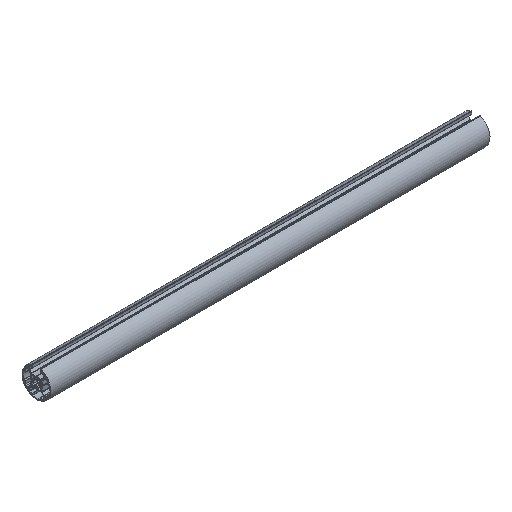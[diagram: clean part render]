
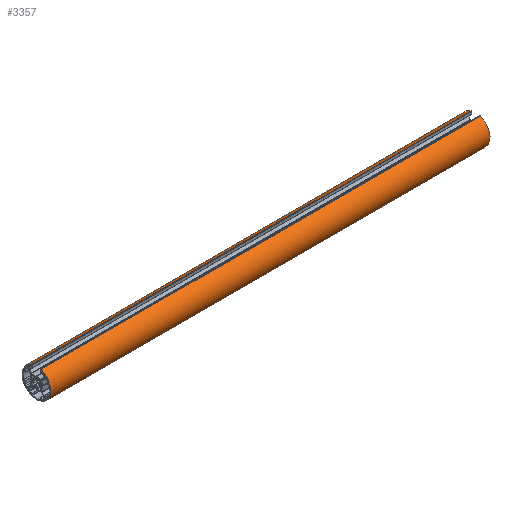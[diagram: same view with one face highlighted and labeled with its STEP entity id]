
A CAD part, isometric view. The second image highlights one B-rep face of the part: STEP entity #3357.
In plain terms, the highlighted cylindrical face has radius 20 mm (diameter 40 mm), a partial arc.
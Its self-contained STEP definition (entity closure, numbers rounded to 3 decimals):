
#98=CYLINDRICAL_SURFACE('',#3704,20.);
#262=FACE_OUTER_BOUND('',#436,.T.);
#436=EDGE_LOOP('',(#2871,#2872,#2873,#2874));
#746=LINE('',#5687,#1064);
#747=LINE('',#5691,#1065);
#1064=VECTOR('',#4663,1.);
#1065=VECTOR('',#4668,1.);
#1113=CIRCLE('',#3397,20.);
#1276=CIRCLE('',#3705,20.);
#1287=VERTEX_POINT('',#4774);
#1313=VERTEX_POINT('',#4825);
#1599=VERTEX_POINT('',#5685);
#1600=VERTEX_POINT('',#5689);
#1649=EDGE_CURVE('',#1313,#1287,#1113,.T.);
#2079=EDGE_CURVE('',#1599,#1287,#746,.T.);
#2080=EDGE_CURVE('',#1600,#1599,#1276,.T.);
#2081=EDGE_CURVE('',#1600,#1313,#747,.T.);
#2871=ORIENTED_EDGE('',*,*,#2080,.T.);
#2872=ORIENTED_EDGE('',*,*,#2079,.T.);
#2873=ORIENTED_EDGE('',*,*,#1649,.F.);
#2874=ORIENTED_EDGE('',*,*,#2081,.F.);
#3357=ADVANCED_FACE('',(#262),#98,.T.);
#3397=AXIS2_PLACEMENT_3D('',#4827,#3782,#3783);
#3704=AXIS2_PLACEMENT_3D('',#5688,#4664,#4665);
#3705=AXIS2_PLACEMENT_3D('',#5690,#4666,#4667);
#3782=DIRECTION('center_axis',(1.,0.,0.));
#3783=DIRECTION('ref_axis',(0.,-0.315,0.949));
#4663=DIRECTION('',(1.,0.,0.));
#4664=DIRECTION('center_axis',(1.,0.,0.));
#4665=DIRECTION('ref_axis',(0.,0.,
-1.));
#4666=DIRECTION('center_axis',(1.,0.,0.));
#4667=DIRECTION('ref_axis',(0.,-0.315,0.949));
#4668=DIRECTION('',(1.,0.,0.));
#4774=CARTESIAN_POINT('',(609.6,6.291,18.985));
#4825=CARTESIAN_POINT('',(609.6,-6.291,18.985));
#4827=CARTESIAN_POINT('Origin',(609.6,0.,0.));
#5685=CARTESIAN_POINT('',(0.,6.291,18.985));
#5687=CARTESIAN_POINT('',(0.,6.291,18.985));
#5688=CARTESIAN_POINT('Origin',(0.,0.,0.));
#5689=CARTESIAN_POINT('',(0.,-6.291,18.985));
#5690=CARTESIAN_POINT('Origin',(0.,0.,0.));
#5691=CARTESIAN_POINT('',(0.,-6.291,18.985));
